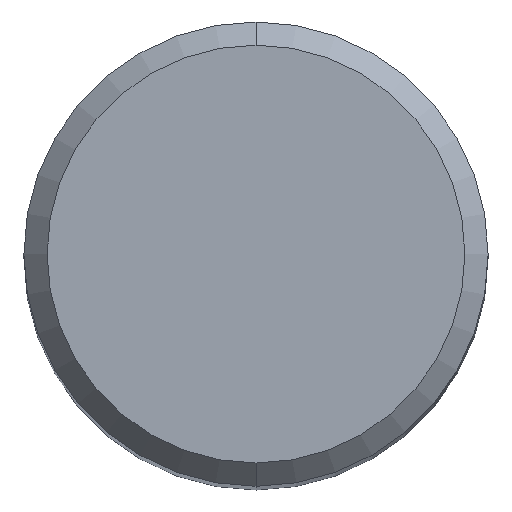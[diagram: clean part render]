
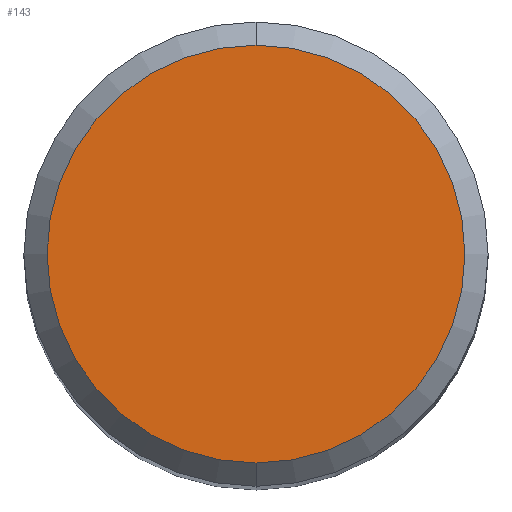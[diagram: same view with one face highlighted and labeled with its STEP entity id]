
A CAD part, top view. The second image highlights one B-rep face of the part: STEP entity #143.
In plain terms, the highlighted planar face has unit normal (0, 0, 1).
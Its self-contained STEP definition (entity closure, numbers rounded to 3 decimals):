
#141=EDGE_CURVE('',#189,#163,#299,.T.);
#143=ADVANCED_FACE('',(#301),#302,.T.);
#163=VERTEX_POINT('',#323);
#175=EDGE_CURVE('',#163,#189,#337,.T.);
#189=VERTEX_POINT('',#352);
#299=CIRCLE('',#474,4.5);
#301=FACE_OUTER_BOUND('',#476,.T.);
#302=PLANE('',#477);
#323=CARTESIAN_POINT('',(0.,-4.5,0.));
#337=CIRCLE('',#521,4.5);
#352=CARTESIAN_POINT('',(0.0,4.5,0.));
#474=AXIS2_PLACEMENT_3D('',#671,#672,#673);
#476=EDGE_LOOP('',(#675,#676));
#477=AXIS2_PLACEMENT_3D('',#677,#678,#679);
#521=AXIS2_PLACEMENT_3D('',#712,#713,#714);
#671=CARTESIAN_POINT('',(0.0,0.0,0.));
#672=DIRECTION('',(0.0,0.0,-1.0));
#673=DIRECTION('',(0.0,1.0,0.0));
#675=ORIENTED_EDGE('',*,*,#141,.F.);
#676=ORIENTED_EDGE('',*,*,#175,.F.);
#677=CARTESIAN_POINT('',(0.0,2.25,0.));
#678=DIRECTION('',(-0.0,0.0,1.0));
#679=DIRECTION('',(0.0,-1.0,0.0));
#712=CARTESIAN_POINT('',(0.0,0.0,0.));
#713=DIRECTION('',(0.0,0.0,-1.0));
#714=DIRECTION('',(0.0,1.0,0.0));
